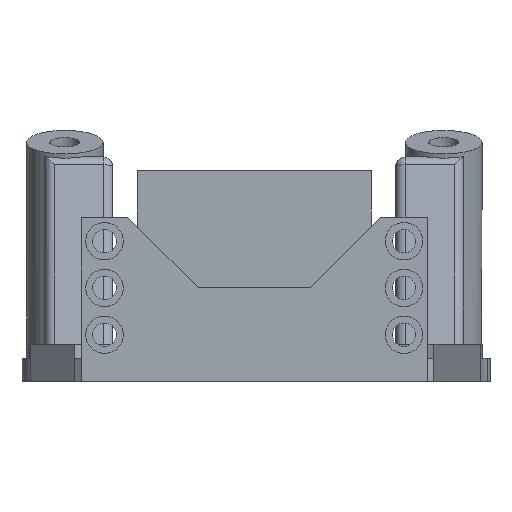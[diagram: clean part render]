
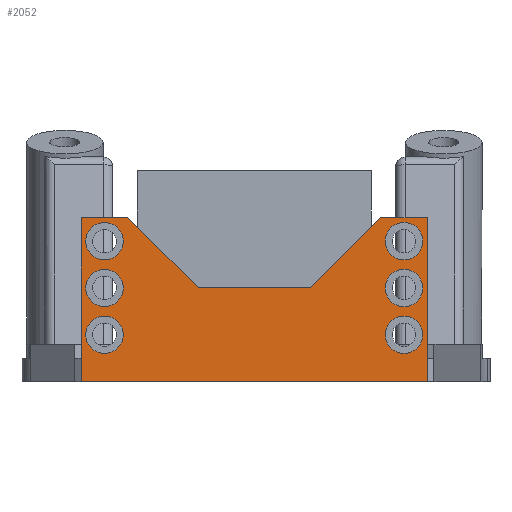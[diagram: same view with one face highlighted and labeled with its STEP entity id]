
A CAD part, left-side view. The second image highlights one B-rep face of the part: STEP entity #2052.
In plain terms, the highlighted planar face has unit normal (-1, 0, 0).
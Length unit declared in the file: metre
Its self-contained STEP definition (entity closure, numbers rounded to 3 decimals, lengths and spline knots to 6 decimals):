
#126=LINE('',#3101,#293);
#154=LINE('',#3256,#321);
#157=LINE('',#3262,#324);
#160=LINE('',#3268,#327);
#163=LINE('',#3274,#330);
#166=LINE('',#3298,#333);
#194=LINE('',#3364,#361);
#195=LINE('',#3366,#362);
#293=VECTOR('',#2442,1.);
#321=VECTOR('',#2592,1.);
#324=VECTOR('',#2597,1.);
#327=VECTOR('',#2602,1.);
#330=VECTOR('',#2607,1.);
#333=VECTOR('',#2636,1.);
#361=VECTOR('',#2710,1.);
#362=VECTOR('',#2713,1.);
#670=ORIENTED_EDGE('',*,*,#1134,.F.);
#671=ORIENTED_EDGE('',*,*,#1133,.F.);
#672=ORIENTED_EDGE('',*,*,#1132,.F.);
#673=ORIENTED_EDGE('',*,*,#1131,.F.);
#674=ORIENTED_EDGE('',*,*,#1130,.F.);
#675=ORIENTED_EDGE('',*,*,#1129,.F.);
#676=ORIENTED_EDGE('',*,*,#1170,.F.);
#677=ORIENTED_EDGE('',*,*,#1135,.F.);
#678=ORIENTED_EDGE('',*,*,#1126,.T.);
#679=ORIENTED_EDGE('',*,*,#1123,.F.);
#680=ORIENTED_EDGE('',*,*,#1120,.F.);
#681=ORIENTED_EDGE('',*,*,#1117,.F.);
#682=ORIENTED_EDGE('',*,*,#1169,.T.);
#683=ORIENTED_EDGE('',*,*,#1048,.T.);
#1048=EDGE_CURVE('',#1334,#1333,#126,.T.);
#1117=EDGE_CURVE('',#1399,#1400,#154,.T.);
#1120=EDGE_CURVE('',#1400,#1402,#157,.T.);
#1123=EDGE_CURVE('',#1402,#1404,#160,.T.);
#1126=EDGE_CURVE('',#1406,#1404,#163,.T.);
#1129=EDGE_CURVE('',#1408,#1408,#1539,.T.);
#1130=EDGE_CURVE('',#1409,#1409,#1540,.T.);
#1131=EDGE_CURVE('',#1410,#1410,#1541,.T.);
#1132=EDGE_CURVE('',#1411,#1411,#1542,.T.);
#1133=EDGE_CURVE('',#1412,#1412,#1543,.T.);
#1134=EDGE_CURVE('',#1413,#1413,#1544,.T.);
#1135=EDGE_CURVE('',#1406,#1414,#166,.T.);
#1169=EDGE_CURVE('',#1399,#1334,#194,.T.);
#1170=EDGE_CURVE('',#1414,#1333,#195,.T.);
#1333=VERTEX_POINT('',#3100);
#1334=VERTEX_POINT('',#3102);
#1399=VERTEX_POINT('',#3255);
#1400=VERTEX_POINT('',#3257);
#1402=VERTEX_POINT('',#3263);
#1404=VERTEX_POINT('',#3269);
#1406=VERTEX_POINT('',#3275);
#1408=VERTEX_POINT('',#3281);
#1409=VERTEX_POINT('',#3284);
#1410=VERTEX_POINT('',#3287);
#1411=VERTEX_POINT('',#3290);
#1412=VERTEX_POINT('',#3293);
#1413=VERTEX_POINT('',#3296);
#1414=VERTEX_POINT('',#3299);
#1539=CIRCLE('',#2225,0.004);
#1540=CIRCLE('',#2227,0.004);
#1541=CIRCLE('',#2229,0.004);
#1542=CIRCLE('',#2231,0.004);
#1543=CIRCLE('',#2233,0.004);
#1544=CIRCLE('',#2235,0.004);
#1658=EDGE_LOOP('',(#670));
#1659=EDGE_LOOP('',(#671));
#1660=EDGE_LOOP('',(#672));
#1661=EDGE_LOOP('',(#673));
#1662=EDGE_LOOP('',(#674));
#1663=EDGE_LOOP('',(#675));
#1664=EDGE_LOOP('',(#676,#677,#678,#679,#680,#681,#682,#683));
#1839=FACE_BOUND('',#1658,.T.);
#1840=FACE_BOUND('',#1659,.T.);
#1841=FACE_BOUND('',#1660,.T.);
#1842=FACE_BOUND('',#1661,.T.);
#1843=FACE_BOUND('',#1662,.T.);
#1844=FACE_BOUND('',#1663,.T.);
#1845=FACE_BOUND('',#1664,.T.);
#1966=PLANE('',#2260);
#2052=ADVANCED_FACE('',(#1839,#1840,#1841,#1842,#1843,#1844,#1845),#1966,
 .T.);
#2225=AXIS2_PLACEMENT_3D('',#3280,#2612,#2613);
#2227=AXIS2_PLACEMENT_3D('',#3283,#2616,#2617);
#2229=AXIS2_PLACEMENT_3D('',#3286,#2620,#2621);
#2231=AXIS2_PLACEMENT_3D('',#3289,#2624,#2625);
#2233=AXIS2_PLACEMENT_3D('',#3292,#2628,#2629);
#2235=AXIS2_PLACEMENT_3D('',#3295,#2632,#2633);
#2260=AXIS2_PLACEMENT_3D('',#3365,#2711,#2712);
#2442=DIRECTION('',(0.,-1.,0.));
#2592=DIRECTION('',(0.,-1.,0.));
#2597=DIRECTION('',(0.,-0.707,-0.707));
#2602=DIRECTION('',(0.,-1.,0.));
#2607=DIRECTION('',(0.,0.707,-0.707));
#2612=DIRECTION('',(-1.,0.,0.));
#2613=DIRECTION('',(0.,0.,1.));
#2616=DIRECTION('',(-1.,0.,0.));
#2617=DIRECTION('',(0.,0.,1.));
#2620=DIRECTION('',(-1.,0.,0.));
#2621=DIRECTION('',(0.,0.,1.));
#2624=DIRECTION('',(-1.,0.,0.));
#2625=DIRECTION('',(0.,0.,1.));
#2628=DIRECTION('',(-1.,0.,0.));
#2629=DIRECTION('',(0.,0.,1.));
#2632=DIRECTION('',(-1.,0.,0.));
#2633=DIRECTION('',(0.,0.,1.));
#2636=DIRECTION('',(0.,-1.,0.));
#2710=DIRECTION('',(0.,0.,-1.));
#2711=DIRECTION('',(-1.,0.,0.));
#2712=DIRECTION('',(0.,-1.,0.));
#2713=DIRECTION('',(0.,0.,-1.));
#3100=CARTESIAN_POINT('',(-0.059723,-0.036624,0.));
#3101=CARTESIAN_POINT('',(-0.059723,0.018688,0.));
#3102=CARTESIAN_POINT('',(-0.059723,0.037376,0.));
#3255=CARTESIAN_POINT('',(-0.059723,0.037376,0.035));
#3256=CARTESIAN_POINT('',(-0.059723,0.032376,0.035));
#3257=CARTESIAN_POINT('',(-0.059723,0.027376,0.035));
#3262=CARTESIAN_POINT('',(-0.059723,0.019876,0.0275));
#3263=CARTESIAN_POINT('',(-0.059723,0.012376,0.02));
#3268=CARTESIAN_POINT('',(-0.059723,0.000376,0.02));
#3269=CARTESIAN_POINT('',(-0.059723,-0.011624,0.02));
#3274=CARTESIAN_POINT('',(-0.059723,-0.019124,0.0275));
#3275=CARTESIAN_POINT('',(-0.059723,-0.026624,0.035));
#3280=CARTESIAN_POINT('',(-0.059723,-0.031624,0.03));
#3281=CARTESIAN_POINT('',(-0.059723,-0.031624,0.034));
#3283=CARTESIAN_POINT('',(-0.059723,-0.031624,0.02));
#3284=CARTESIAN_POINT('',(-0.059723,-0.031624,0.024));
#3286=CARTESIAN_POINT('',(-0.059723,-0.031624,0.01));
#3287=CARTESIAN_POINT('',(-0.059723,-0.031624,0.014));
#3289=CARTESIAN_POINT('',(-0.059723,0.032376,0.01));
#3290=CARTESIAN_POINT('',(-0.059723,0.032376,0.014));
#3292=CARTESIAN_POINT('',(-0.059723,0.032376,0.02));
#3293=CARTESIAN_POINT('',(-0.059723,0.032376,0.024));
#3295=CARTESIAN_POINT('',(-0.059723,0.032376,0.03));
#3296=CARTESIAN_POINT('',(-0.059723,0.032376,0.034));
#3298=CARTESIAN_POINT('',(-0.059723,-0.031624,0.035));
#3299=CARTESIAN_POINT('',(-0.059723,-0.036624,0.035));
#3364=CARTESIAN_POINT('',(-0.059723,0.037376,0.005));
#3365=CARTESIAN_POINT('',(-0.059723,0.000376,0.0175));
#3366=CARTESIAN_POINT('',(-0.059723,-0.036624,0.005));
